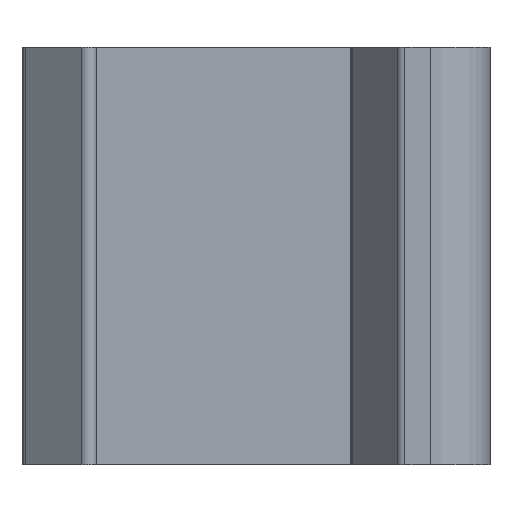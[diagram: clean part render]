
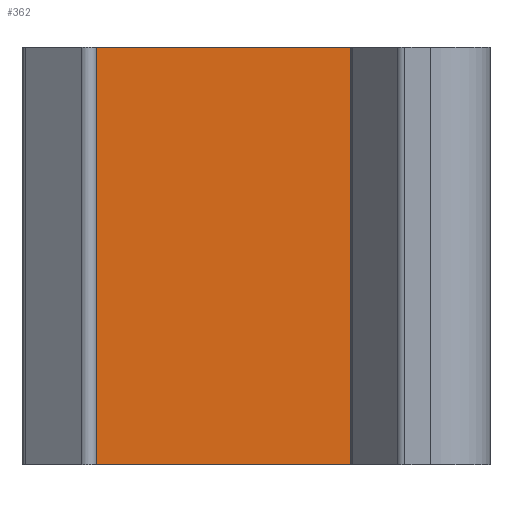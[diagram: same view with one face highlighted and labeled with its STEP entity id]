
A CAD part, front view. The second image highlights one B-rep face of the part: STEP entity #362.
In plain terms, the highlighted planar face has unit normal (0, -1, 0).
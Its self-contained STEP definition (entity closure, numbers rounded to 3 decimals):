
#23=PLANE('',#409);
#42=FACE_OUTER_BOUND('',#61,.T.);
#61=EDGE_LOOP('',(#311,#312,#313,#314));
#71=LINE('',#544,#108);
#96=LINE('',#611,#133);
#97=LINE('',#614,#134);
#98=LINE('',#615,#135);
#108=VECTOR('',#435,10.);
#133=VECTOR('',#504,10.);
#134=VECTOR('',#507,10.);
#135=VECTOR('',#508,10.);
#163=VERTEX_POINT('',#541);
#164=VERTEX_POINT('',#543);
#184=VERTEX_POINT('',#609);
#185=VERTEX_POINT('',#613);
#198=EDGE_CURVE('',#164,#163,#71,.T.);
#232=EDGE_CURVE('',#163,#184,#96,.T.);
#233=EDGE_CURVE('',#185,#184,#97,.T.);
#234=EDGE_CURVE('',#164,#185,#98,.T.);
#311=ORIENTED_EDGE('',*,*,#198,.T.);
#312=ORIENTED_EDGE('',*,*,#232,.T.);
#313=ORIENTED_EDGE('',*,*,#233,.F.);
#314=ORIENTED_EDGE('',*,*,#234,.F.);
#362=ADVANCED_FACE('',(#42),#23,.T.);
#409=AXIS2_PLACEMENT_3D('',#612,#505,#506);
#435=DIRECTION('',(-1.,0.,0.));
#504=DIRECTION('',(0.,0.,-1.));
#505=DIRECTION('center_axis',(0.,-1.,0.));
#506=DIRECTION('ref_axis',(-1.,0.,0.));
#507=DIRECTION('',(-1.,0.,0.));
#508=DIRECTION('',(0.,0.,-1.));
#541=CARTESIAN_POINT('',(191.8,119.25,189.));
#543=CARTESIAN_POINT('',(202.25,119.25,189.));
#544=CARTESIAN_POINT('',(202.25,119.25,189.));
#609=CARTESIAN_POINT('',(191.8,119.25,175.));
#611=CARTESIAN_POINT('',(191.8,119.25,189.));
#612=CARTESIAN_POINT('Origin',(202.25,119.25,189.));
#613=CARTESIAN_POINT('',(202.25,119.25,175.));
#614=CARTESIAN_POINT('',(202.25,119.25,175.));
#615=CARTESIAN_POINT('',(202.25,119.25,189.));
